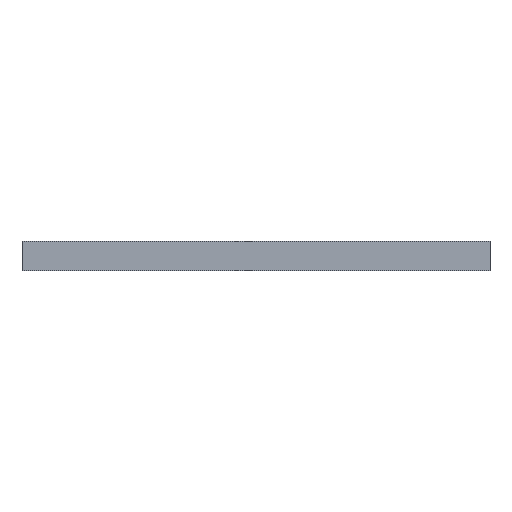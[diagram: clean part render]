
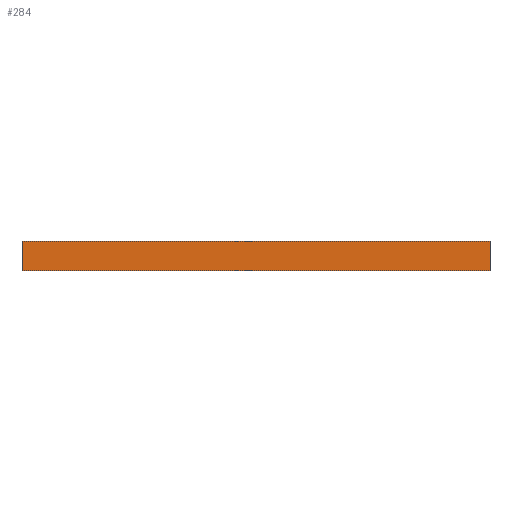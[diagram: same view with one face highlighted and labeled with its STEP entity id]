
A CAD part, top view. The second image highlights one B-rep face of the part: STEP entity #284.
In plain terms, the highlighted planar face has unit normal (0, 0, 1).
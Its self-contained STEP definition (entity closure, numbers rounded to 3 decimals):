
#45=DIRECTION('',(0.,-1.,0.));
#46=VECTOR('',#45,8.);
#47=CARTESIAN_POINT('',(0.,0.,0.));
#48=LINE('',#47,#46);
#102=DIRECTION('',(-1.,0.,0.));
#103=VECTOR('',#102,126.);
#104=CARTESIAN_POINT('',(126.,0.,0.));
#105=LINE('',#104,#103);
#151=DIRECTION('',(-1.,0.,0.));
#152=VECTOR('',#151,126.);
#153=CARTESIAN_POINT('',(126.,-8.,0.));
#154=LINE('',#153,#152);
#158=DIRECTION('',(0.,-1.,0.));
#159=VECTOR('',#158,8.);
#160=CARTESIAN_POINT('',(126.,0.,0.));
#161=LINE('',#160,#159);
#215=CARTESIAN_POINT('',(0.,0.,0.));
#217=VERTEX_POINT('',#215);
#228=CARTESIAN_POINT('',(0.,-8.,0.));
#229=VERTEX_POINT('',#228);
#231=CARTESIAN_POINT('',(126.,0.,0.));
#233=VERTEX_POINT('',#231);
#244=CARTESIAN_POINT('',(126.,-8.,0.));
#245=VERTEX_POINT('',#244);
#270=CARTESIAN_POINT('',(0.,0.,0.));
#271=DIRECTION('',(0.,0.,1.));
#272=DIRECTION('',(0.,-1.,0.));
#273=AXIS2_PLACEMENT_3D('',#270,#271,#272);
#274=PLANE('',#273);
#275=ORIENTED_EDGE('',*,*,#251,.F.);
#277=ORIENTED_EDGE('',*,*,#276,.F.);
#279=ORIENTED_EDGE('',*,*,#278,.T.);
#281=ORIENTED_EDGE('',*,*,#280,.T.);
#282=EDGE_LOOP('',(#275,#277,#279,#281));
#283=FACE_OUTER_BOUND('',#282,.F.);
#251=EDGE_CURVE('',#217,#229,#48,.T.);
#276=EDGE_CURVE('',#233,#217,#105,.T.);
#278=EDGE_CURVE('',#233,#245,#161,.T.);
#280=EDGE_CURVE('',#245,#229,#154,.T.);
#284=ADVANCED_FACE('',(#283),#274,.T.);
